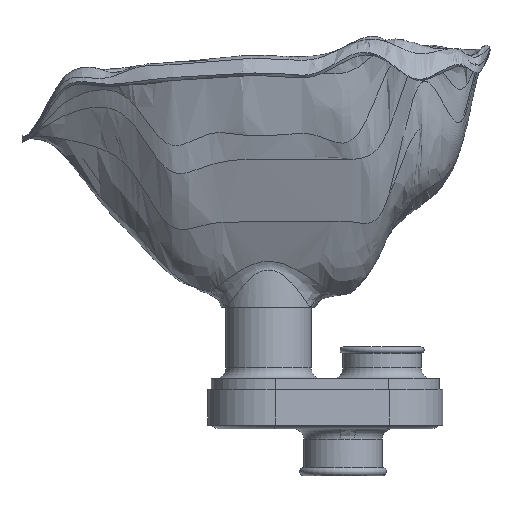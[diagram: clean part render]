
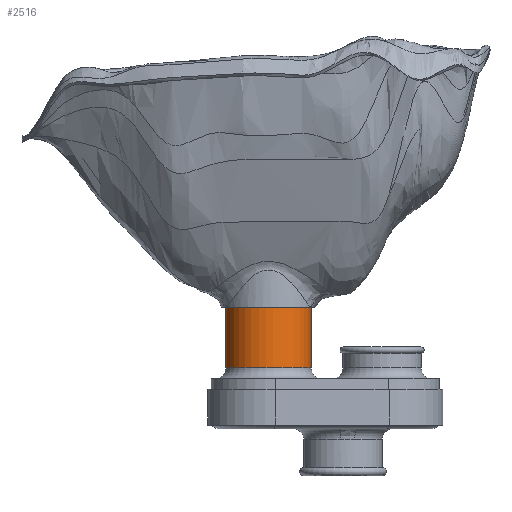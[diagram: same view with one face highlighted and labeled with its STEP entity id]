
A CAD part, left-side view. The second image highlights one B-rep face of the part: STEP entity #2516.
In plain terms, the highlighted cylindrical face has radius 12 mm (diameter 24 mm), a full revolution.
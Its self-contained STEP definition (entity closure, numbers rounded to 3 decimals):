
#58=CYLINDRICAL_SURFACE('',#2658,12.);
#114=CIRCLE('',#2656,12.);
#116=CIRCLE('',#2659,12.);
#117=CIRCLE('',#2660,12.);
#213=LINE('',#24245,#288);
#288=VECTOR('',#2866,12.);
#414=FACE_OUTER_BOUND('',#514,.T.);
#514=EDGE_LOOP('',(#2227,#2228,#2229,#2230,#2231));
#1119=VERTEX_POINT('',#24239);
#1121=VERTEX_POINT('',#24244);
#1122=VERTEX_POINT('',#24246);
#1502=EDGE_CURVE('',#1119,#1119,#114,.T.);
#1504=EDGE_CURVE('',#1119,#1121,#213,.T.);
#1505=EDGE_CURVE('',#1121,#1122,#116,.F.);
#1506=EDGE_CURVE('',#1122,#1121,#117,.F.);
#2227=ORIENTED_EDGE('',*,*,#1502,.T.);
#2228=ORIENTED_EDGE('',*,*,#1504,.T.);
#2229=ORIENTED_EDGE('',*,*,#1505,.T.);
#2230=ORIENTED_EDGE('',*,*,#1506,.T.);
#2231=ORIENTED_EDGE('',*,*,#1504,.F.);
#2516=ADVANCED_FACE('',(#414),#58,.T.);
#2656=AXIS2_PLACEMENT_3D('',#24240,#2860,#2861);
#2658=AXIS2_PLACEMENT_3D('',#24243,#2864,#2865);
#2659=AXIS2_PLACEMENT_3D('',#24247,#2867,#2868);
#2660=AXIS2_PLACEMENT_3D('',#24248,#2869,#2870);
#2860=DIRECTION('center_axis',(0.,1.,0.));
#2861=DIRECTION('ref_axis',(0.,0.,1.));
#2864=DIRECTION('center_axis',(0.,-1.,0.));
#2865=DIRECTION('ref_axis',(0.,0.,-1.));
#2866=DIRECTION('',(0.,1.,0.));
#2867=DIRECTION('center_axis',(0.,1.,0.));
#2868=DIRECTION('ref_axis',(0.,0.,1.));
#2869=DIRECTION('center_axis',(0.,1.,0.));
#2870=DIRECTION('ref_axis',(0.,0.,1.));
#24239=CARTESIAN_POINT('',(0.,0.,12.));
#24240=CARTESIAN_POINT('Origin',(0.,0.,0.));
#24243=CARTESIAN_POINT('Origin',(0.,20.,0.));
#24244=CARTESIAN_POINT('',(0.,17.,12.));
#24245=CARTESIAN_POINT('',(0.,20.,12.));
#24246=CARTESIAN_POINT('',(0.,17.,-12.));
#24247=CARTESIAN_POINT('Origin',(0.,17.,0.));
#24248=CARTESIAN_POINT('Origin',(0.,17.,0.));
